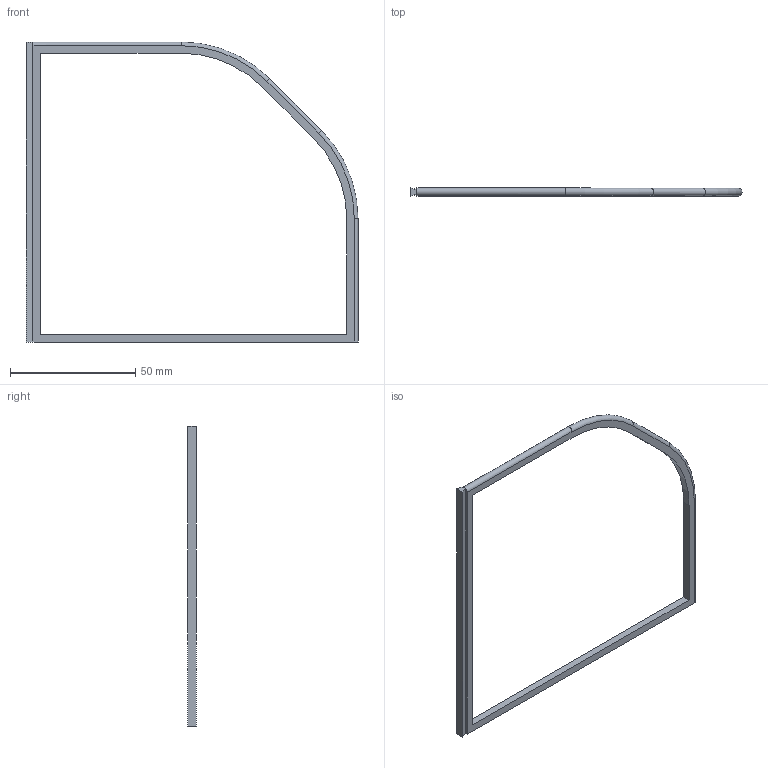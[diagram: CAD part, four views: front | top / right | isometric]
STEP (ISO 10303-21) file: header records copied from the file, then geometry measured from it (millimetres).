
FILE_DESCRIPTION(/* description */ (''),/* implementation_level */ '2;1');
FILE_NAME(/* name */ '0f4b0760-59ce-4889-bf08-9bbe7f615a60.stp',/* time_stamp */ '2019-01-08T14:17:30+00:00',/* author */ (''),/* organization */ (''),/* preprocessor_version */ 'ST-DEVELOPER v17.2',/* originating_system */ 'Autodesk Translation Framework v7.6.0.251',/* authorisation */ '');
FILE_SCHEMA (('AUTOMOTIVE_DESIGN { 1 0 10303 214 3 1 1 }'));
Length unit declared in the file: millimetre
Products named in the file (1): horzontal fin
Bounding box: 132.8 x 3.44 x 120 mm (x, y, z)
Volume: 5651.2 mm3; surface area: 6723.7 mm2
Topology: 1 solids, 1 shells, 23 faces, 60 edges, 39 vertices
Faces by surface type: plane 16, cylinder 5, torus 2
Entity records: 751 total; most frequent: DIRECTION 125, CARTESIAN_POINT 123, ORIENTED_EDGE 120, EDGE_CURVE 60, LINE 43, VECTOR 43, AXIS2_PLACEMENT_3D 41, VERTEX_POINT 39
